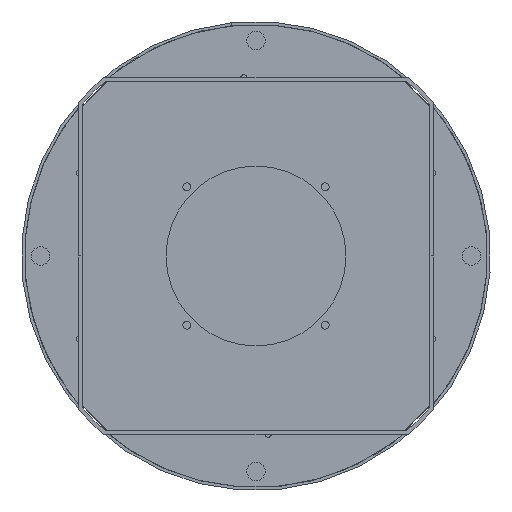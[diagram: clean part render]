
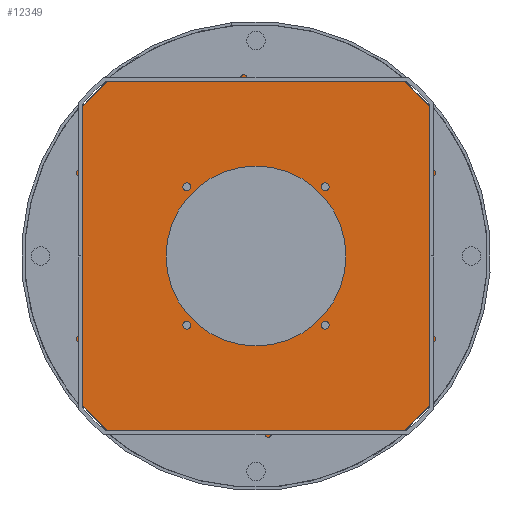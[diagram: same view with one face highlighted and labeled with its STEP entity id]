
A CAD part, front view. The second image highlights one B-rep face of the part: STEP entity #12349.
In plain terms, the highlighted face is planar.
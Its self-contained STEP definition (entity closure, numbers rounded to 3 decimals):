
#12092=CARTESIAN_POINT('',(0.,10.,0.));
#12093=DIRECTION('',(0.,-1.,0.));
#12094=DIRECTION('',(1.,0.,0.));
#12095=AXIS2_PLACEMENT_3D('',#12092,#12093,#12094);
#12097=CARTESIAN_POINT('',(0.,10.,0.));
#12098=DIRECTION('',(0.,-1.,0.));
#12099=DIRECTION('',(-1.,0.,0.));
#12100=AXIS2_PLACEMENT_3D('',#12097,#12098,#12099);
#12102=CARTESIAN_POINT('',(-45.,10.,-45.));
#12103=DIRECTION('',(0.,-1.,0.));
#12104=DIRECTION('',(1.,0.,0.));
#12105=AXIS2_PLACEMENT_3D('',#12102,#12103,#12104);
#12107=CARTESIAN_POINT('',(-45.,10.,-45.));
#12108=DIRECTION('',(0.,-1.,0.));
#12109=DIRECTION('',(-1.,0.,0.));
#12110=AXIS2_PLACEMENT_3D('',#12107,#12108,#12109);
#12112=CARTESIAN_POINT('',(-45.,10.,45.));
#12113=DIRECTION('',(0.,-1.,0.));
#12114=DIRECTION('',(1.,0.,0.));
#12115=AXIS2_PLACEMENT_3D('',#12112,#12113,#12114);
#12117=CARTESIAN_POINT('',(-45.,10.,45.));
#12118=DIRECTION('',(0.,-1.,0.));
#12119=DIRECTION('',(-1.,0.,0.));
#12120=AXIS2_PLACEMENT_3D('',#12117,#12118,#12119);
#12122=CARTESIAN_POINT('',(45.,10.,45.));
#12123=DIRECTION('',(0.,-1.,0.));
#12124=DIRECTION('',(1.,0.,0.));
#12125=AXIS2_PLACEMENT_3D('',#12122,#12123,#12124);
#12127=CARTESIAN_POINT('',(45.,10.,45.));
#12128=DIRECTION('',(0.,-1.,0.));
#12129=DIRECTION('',(-1.,0.,0.));
#12130=AXIS2_PLACEMENT_3D('',#12127,#12128,#12129);
#12132=CARTESIAN_POINT('',(45.,10.,-45.));
#12133=DIRECTION('',(0.,-1.,0.));
#12134=DIRECTION('',(1.,0.,0.));
#12135=AXIS2_PLACEMENT_3D('',#12132,#12133,#12134);
#12137=CARTESIAN_POINT('',(45.,10.,-45.));
#12138=DIRECTION('',(0.,-1.,0.));
#12139=DIRECTION('',(-1.,0.,0.));
#12140=AXIS2_PLACEMENT_3D('',#12137,#12138,#12139);
#12142=CARTESIAN_POINT('',(0.,10.,0.));
#12143=DIRECTION('',(0.,1.,0.));
#12144=DIRECTION('',(1.,0.,0.));
#12145=AXIS2_PLACEMENT_3D('',#12142,#12143,#12144);
#12147=CARTESIAN_POINT('',(0.,10.,0.));
#12148=DIRECTION('',(0.,1.,0.));
#12149=DIRECTION('',(-1.,0.,0.));
#12150=AXIS2_PLACEMENT_3D('',#12147,#12148,#12149);
#12212=CARTESIAN_POINT('',(58.5,10.,0.));
#12213=CARTESIAN_POINT('',(-58.5,10.,0.));
#12214=VERTEX_POINT('',#12212);
#12215=VERTEX_POINT('',#12213);
#12216=CARTESIAN_POINT('',(-42.5,10.,-45.));
#12217=CARTESIAN_POINT('',(-47.5,10.,-45.));
#12218=VERTEX_POINT('',#12216);
#12219=VERTEX_POINT('',#12217);
#12220=CARTESIAN_POINT('',(-42.5,10.,45.));
#12221=CARTESIAN_POINT('',(-47.5,10.,45.));
#12222=VERTEX_POINT('',#12220);
#12223=VERTEX_POINT('',#12221);
#12224=CARTESIAN_POINT('',(47.5,10.,45.));
#12225=CARTESIAN_POINT('',(42.5,10.,45.));
#12226=VERTEX_POINT('',#12224);
#12227=VERTEX_POINT('',#12225);
#12228=CARTESIAN_POINT('',(47.5,10.,-45.));
#12229=CARTESIAN_POINT('',(42.5,10.,-45.));
#12230=VERTEX_POINT('',#12228);
#12231=VERTEX_POINT('',#12229);
#12236=CARTESIAN_POINT('',(149.,10.,0.));
#12237=CARTESIAN_POINT('',(-149.,10.,0.));
#12238=VERTEX_POINT('',#12236);
#12239=VERTEX_POINT('',#12237);
#12310=CARTESIAN_POINT('',(0.,10.,0.));
#12311=DIRECTION('',(0.,1.,0.));
#12312=DIRECTION('',(1.,0.,0.));
#12313=AXIS2_PLACEMENT_3D('',#12310,#12311,#12312);
#12314=PLANE('',#12313);
#12316=ORIENTED_EDGE('',*,*,#12315,.F.);
#12318=ORIENTED_EDGE('',*,*,#12317,.F.);
#12319=EDGE_LOOP('',(#12316,#12318));
#12320=FACE_OUTER_BOUND('',#12319,.F.);
#12322=ORIENTED_EDGE('',*,*,#12321,.F.);
#12324=ORIENTED_EDGE('',*,*,#12323,.F.);
#12325=EDGE_LOOP('',(#12322,#12324));
#12326=FACE_BOUND('',#12325,.F.);
#12328=ORIENTED_EDGE('',*,*,#12327,.F.);
#12330=ORIENTED_EDGE('',*,*,#12329,.F.);
#12331=EDGE_LOOP('',(#12328,#12330));
#12332=FACE_BOUND('',#12331,.F.);
#12334=ORIENTED_EDGE('',*,*,#12333,.F.);
#12336=ORIENTED_EDGE('',*,*,#12335,.F.);
#12337=EDGE_LOOP('',(#12334,#12336));
#12338=FACE_BOUND('',#12337,.F.);
#12340=ORIENTED_EDGE('',*,*,#12339,.F.);
#12342=ORIENTED_EDGE('',*,*,#12341,.F.);
#12343=EDGE_LOOP('',(#12340,#12342));
#12344=FACE_BOUND('',#12343,.F.);
#12345=ORIENTED_EDGE('',*,*,#12290,.F.);
#12346=ORIENTED_EDGE('',*,*,#12304,.F.);
#12347=EDGE_LOOP('',(#12345,#12346));
#12348=FACE_BOUND('',#12347,.F.);
#12096=CIRCLE('',#12095,58.5);
#12101=CIRCLE('',#12100,58.5);
#12106=CIRCLE('',#12105,2.5);
#12111=CIRCLE('',#12110,2.5);
#12116=CIRCLE('',#12115,2.5);
#12121=CIRCLE('',#12120,2.5);
#12126=CIRCLE('',#12125,2.5);
#12131=CIRCLE('',#12130,2.5);
#12136=CIRCLE('',#12135,2.5);
#12141=CIRCLE('',#12140,2.5);
#12146=CIRCLE('',#12145,149.);
#12151=CIRCLE('',#12150,149.);
#12290=EDGE_CURVE('',#12214,#12215,#12096,.T.);
#12304=EDGE_CURVE('',#12215,#12214,#12101,.T.);
#12315=EDGE_CURVE('',#12238,#12239,#12146,.T.);
#12317=EDGE_CURVE('',#12239,#12238,#12151,.T.);
#12321=EDGE_CURVE('',#12218,#12219,#12106,.T.);
#12323=EDGE_CURVE('',#12219,#12218,#12111,.T.);
#12327=EDGE_CURVE('',#12222,#12223,#12116,.T.);
#12329=EDGE_CURVE('',#12223,#12222,#12121,.T.);
#12333=EDGE_CURVE('',#12226,#12227,#12126,.T.);
#12335=EDGE_CURVE('',#12227,#12226,#12131,.T.);
#12339=EDGE_CURVE('',#12230,#12231,#12136,.T.);
#12341=EDGE_CURVE('',#12231,#12230,#12141,.T.);
#12349=ADVANCED_FACE('',(#12320,#12326,#12332,#12338,#12344,#12348),#12314,.T.);
